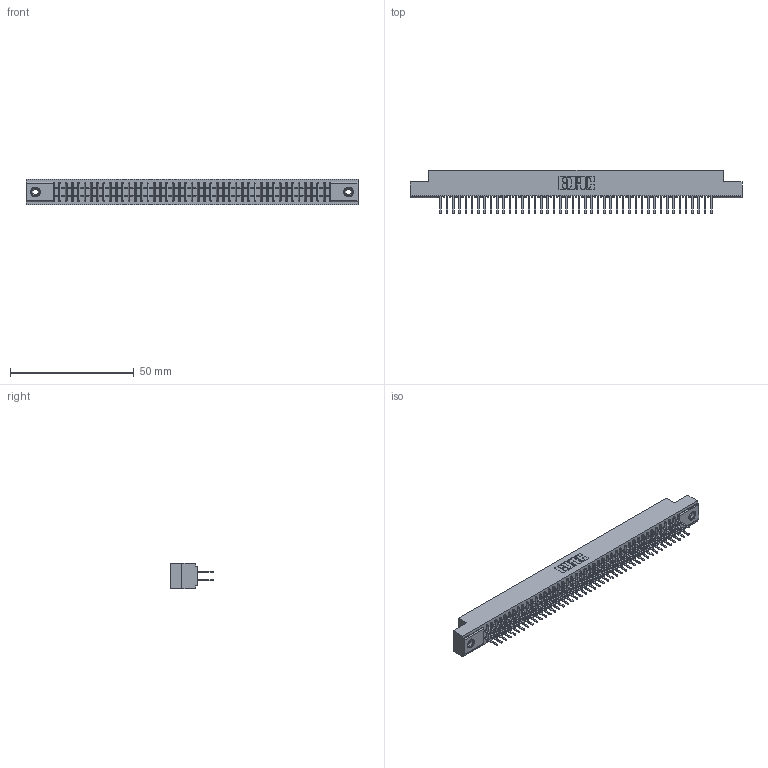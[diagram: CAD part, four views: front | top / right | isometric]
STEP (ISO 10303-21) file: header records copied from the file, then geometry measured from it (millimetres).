
FILE_DESCRIPTION (( 'STEP AP203' ), '1' );
FILE_NAME ('341-088-521-208.STEP', '2018-08-07T23:33:45', ( '' ), ( '' ), 'SwSTEP 2.0', 'SolidWorks 2016', '' );
FILE_SCHEMA (( 'CONFIG_CONTROL_DESIGN' ));
Length unit declared in the file: inch
Products named in the file (4): 341-088-521-208; 341 Part_.156 (3.96) Dia Mounting Holes; 341-292-001_341-292-121; 345-250-001_345-250-003-102
Assembly tree (91 placements, depth 2):
  341-088-521-208
    341 Part_.156 (3.96) Dia Mounting Holes
    341-292-001_341-292-121  x88
    345-250-001_345-250-003-102  x2
Bounding box: 133.99 x 17.7 x 10.16 mm (x, y, z)
Volume: 9956.1 mm3; surface area: 18142.7 mm2
Topology: 91 solids, 91 shells, 5984 faces, 17304 edges, 11202 vertices
Faces by surface type: plane 3620, cylinder 2172, sphere 90, torus 90, cone 12
Entity records: 54168 total; most frequent: CARTESIAN_POINT 8987, ORIENTED_EDGE 8924, DIRECTION 8730, EDGE_CURVE 4462, VECTOR 3604, LINE 3604, VERTEX_POINT 2820, AXIS2_PLACEMENT_3D 2563
